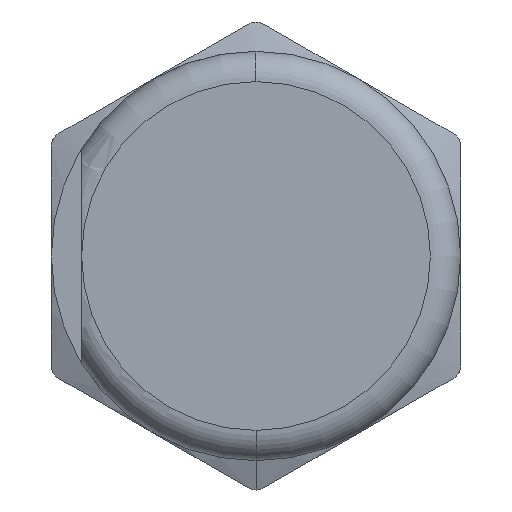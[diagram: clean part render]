
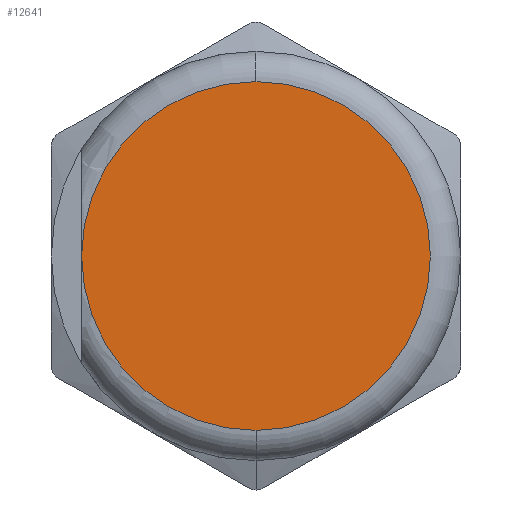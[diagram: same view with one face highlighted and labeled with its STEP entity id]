
A CAD part, left-side view. The second image highlights one B-rep face of the part: STEP entity #12641.
In plain terms, the highlighted face is planar.
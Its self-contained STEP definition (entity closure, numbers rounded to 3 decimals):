
#305 = VERTEX_POINT ( 'NONE', #12412 ) ;
#490 = EDGE_CURVE ( 'NONE', #305, #8437, #23352, .T. ) ;
#574 = CARTESIAN_POINT ( 'NONE',  ( 11., 0., -11.5 ) ) ;
#911 = CARTESIAN_POINT ( 'NONE',  ( 11., 11.5, 0. ) ) ;
#1571 = ORIENTED_EDGE ( 'NONE', *, *, #490, .F. ) ;
#3387 = PLANE ( 'NONE',  #9625 ) ;
#5078 = DIRECTION ( 'NONE',  ( 0., 0., 1. ) ) ;
#5641 = EDGE_CURVE ( 'NONE', #8437, #7534, #9129, .T. ) ;
#6220 = AXIS2_PLACEMENT_3D ( 'NONE', #18300, #20245, #14749 ) ;
#6821 = DIRECTION ( 'NONE',  ( 0., 0., 1. ) ) ;
#7074 = FACE_OUTER_BOUND ( 'NONE', #18329, .T. ) ;
#7087 = CARTESIAN_POINT ( 'NONE',  ( 11., 0., 0. ) ) ;
#7534 = VERTEX_POINT ( 'NONE', #17604 ) ;
#7719 = ORIENTED_EDGE ( 'NONE', *, *, #10238, .F. ) ;
#8437 = VERTEX_POINT ( 'NONE', #574 ) ;
#9129 = CIRCLE ( 'NONE', #6220, 11.5 ) ;
#9625 = AXIS2_PLACEMENT_3D ( 'NONE', #911, #16873, #24865 ) ;
#10238 = EDGE_CURVE ( 'NONE', #7534, #305, #19696, .T. ) ;
#11403 = AXIS2_PLACEMENT_3D ( 'NONE', #22884, #20773, #5078 ) ;
#11679 = ORIENTED_EDGE ( 'NONE', *, *, #5641, .F. ) ;
#12412 = CARTESIAN_POINT ( 'NONE',  ( 11., 11.5, 0. ) ) ;
#12641 = ADVANCED_FACE ( 'NONE', ( #7074 ), #3387, .T. ) ;
#14749 = DIRECTION ( 'NONE',  ( 0., 0., 1. ) ) ;
#16873 = DIRECTION ( 'NONE',  ( 1., 0., 0. ) ) ;
#17604 = CARTESIAN_POINT ( 'NONE',  ( 11., 0., 11.5 ) ) ;
#18300 = CARTESIAN_POINT ( 'NONE',  ( 11., 0., 0. ) ) ;
#18329 = EDGE_LOOP ( 'NONE', ( #1571, #7719, #11679 ) ) ;
#19696 = CIRCLE ( 'NONE', #25143, 11.5 ) ;
#20245 = DIRECTION ( 'NONE',  ( -1., 0., 0. ) ) ;
#20773 = DIRECTION ( 'NONE',  ( -1., 0., 0. ) ) ;
#22884 = CARTESIAN_POINT ( 'NONE',  ( 11., 0., 0. ) ) ;
#23352 = CIRCLE ( 'NONE', #11403, 11.5 ) ;
#24753 = DIRECTION ( 'NONE',  ( -1., 0., 0. ) ) ;
#24865 = DIRECTION ( 'NONE',  ( 0., 0., -1. ) ) ;
#25143 = AXIS2_PLACEMENT_3D ( 'NONE', #7087, #24753, #6821 ) ;
